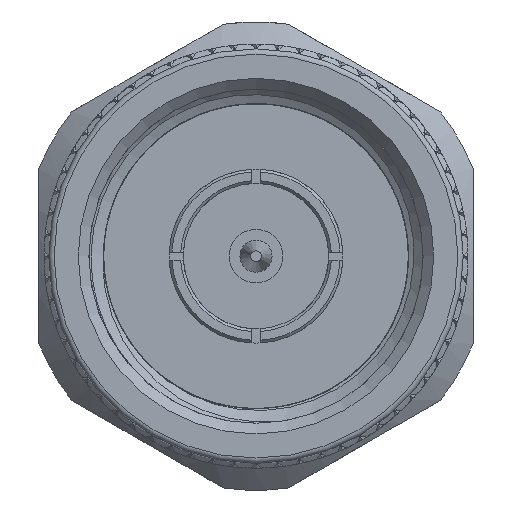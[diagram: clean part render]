
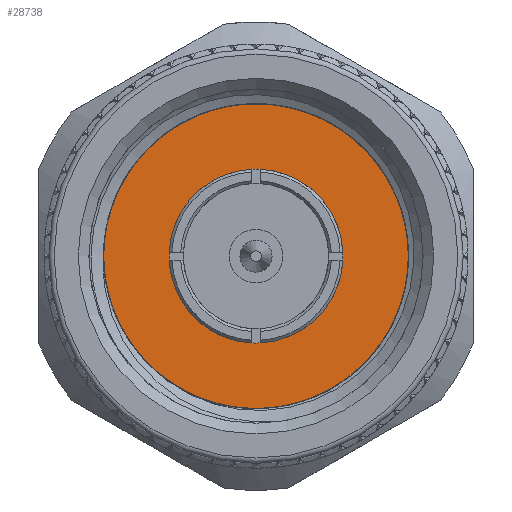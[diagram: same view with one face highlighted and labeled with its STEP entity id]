
A CAD part, left-side view. The second image highlights one B-rep face of the part: STEP entity #28738.
In plain terms, the highlighted planar face has unit normal (-1, 0, 0).
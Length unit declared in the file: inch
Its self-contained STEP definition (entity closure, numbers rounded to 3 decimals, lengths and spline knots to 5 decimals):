
#104 = CARTESIAN_POINT ( 'NONE',  ( 0.385, 0.27534, 0.09098 ) ) ;
#1289 = EDGE_CURVE ( 'NONE', #24912, #57150, #3594, .T. ) ;
#2448 = CARTESIAN_POINT ( 'NONE',  ( 0.385, -0.31183, 0.02043 ) ) ;
#3156 = CARTESIAN_POINT ( 'NONE',  ( 0.385, -0.25185, -0.17238 ) ) ;
#3558 = CARTESIAN_POINT ( 'NONE',  ( 0.385, -0.22304, -0.2059 ) ) ;
#3594 = B_SPLINE_CURVE_WITH_KNOTS ( 'NONE', 3,
 ( #40408, #58625, #4873, #4490, #76739, #46727, #29008, #51499, #70839, #75566, #21548, #45564, #63764, #18715, #53464, #66837, #104, #41584, #66459, #59396, #30926, #77140, #30150, #71225 ),
 .UNSPECIFIED., .F., .F.,
 ( 4, 2, 2, 1, 2, 2, 2, 2, 2, 2, 1, 2, 4 ),
 ( 0., 0.00154, 0.0023, 0.00307, 0.00384, 0.00461, 0.00614, 0.00768, 0.00922, 0.00998, 0.01075, 0.01152, 0.01229 ),
 .UNSPECIFIED. ) ;
#4389 = VERTEX_POINT ( 'NONE', #7394 ) ;
#4490 = CARTESIAN_POINT ( 'NONE',  ( 0.385, 0.06974, 0.29356 ) ) ;
#4873 = CARTESIAN_POINT ( 'NONE',  ( 0.385, 0.04024, 0.30072 ) ) ;
#6761 = CARTESIAN_POINT ( 'NONE',  ( 0.385, 0.14181, -0.25086 ) ) ;
#7394 = CARTESIAN_POINT ( 'NONE',  ( 0.385, 0., 0.3125 ) ) ;
#8968 = AXIS2_PLACEMENT_3D ( 'NONE', #36468, #26234, #30960 ) ;
#9894 = CARTESIAN_POINT ( 'NONE',  ( 0.385, -0.28212, -0.12217 ) ) ;
#10733 = CARTESIAN_POINT ( 'NONE',  ( 0.385, 0.23949, -0.15974 ) ) ;
#14653 = CARTESIAN_POINT ( 'NONE',  ( 0.385, -0.29826, -0.08117 ) ) ;
#15051 = PLANE ( 'NONE',  #42662 ) ;
#16475 = EDGE_CURVE ( 'NONE', #73253, #73253, #20341, .T. ) ;
#16769 = B_SPLINE_CURVE_WITH_KNOTS ( 'NONE', 3,
 ( #47033, #77047, #21860, #10733, #64055, #45480 ),
 .UNSPECIFIED., .F., .F.,
 ( 4, 2, 4 ),
 ( 0., 0.00285, 0.0057 ),
 .UNSPECIFIED. ) ;
#18715 = CARTESIAN_POINT ( 'NONE',  ( 0.385, 0.23795, 0.17286 ) ) ;
#19064 = CARTESIAN_POINT ( 'NONE',  ( 0.385, 0.10256, -0.27122 ) ) ;
#20119 = VERTEX_POINT ( 'NONE', #75910 ) ;
#20341 = CIRCLE ( 'NONE', #8968, 0.1625 ) ;
#20594 = CARTESIAN_POINT ( 'NONE',  ( 0.385, -0.29356, -0.09502 ) ) ;
#21392 = FACE_BOUND ( 'NONE', #58018, .T. ) ;
#21396 = CARTESIAN_POINT ( 'NONE',  ( 0.385, -0.31227, 0.00563 ) ) ;
#21548 = CARTESIAN_POINT ( 'NONE',  ( 0.385, 0.18453, 0.23289 ) ) ;
#21794 = CARTESIAN_POINT ( 'NONE',  ( 0.385, -0.08497, -0.28614 ) ) ;
#21860 = CARTESIAN_POINT ( 'NONE',  ( 0.385, 0.27255, -0.09269 ) ) ;
#22182 = CARTESIAN_POINT ( 'NONE',  ( 0.385, 0.00284, -0.29512 ) ) ;
#23544 = EDGE_CURVE ( 'NONE', #24912, #4389, #52733, .T. ) ;
#24758 = CARTESIAN_POINT ( 'NONE',  ( 0.385, 0., 0.1625 ) ) ;
#24912 = VERTEX_POINT ( 'NONE', #41274 ) ;
#24982 = CARTESIAN_POINT ( 'NONE',  ( 0.385, 0.12895, -0.25838 ) ) ;
#26234 = DIRECTION ( 'NONE',  ( -1., 0., 0. ) ) ;
#26535 = CARTESIAN_POINT ( 'NONE',  ( 0.385, 0.1882, -0.2146 ) ) ;
#26797 = ORIENTED_EDGE ( 'NONE', *, *, #33367, .T. ) ;
#26925 = CARTESIAN_POINT ( 'NONE',  ( 0.385, -0.31168, -0.00919 ) ) ;
#27722 = CARTESIAN_POINT ( 'NONE',  ( 0.385, -0.27538, -0.13538 ) ) ;
#27934 = ORIENTED_EDGE ( 'NONE', *, *, #1289, .T. ) ;
#28738 = ADVANCED_FACE ( 'NONE', ( #21392, #76585 ), #15051, .T. ) ;
#28917 = VECTOR ( 'NONE', #76786, 39.37008 ) ;
#29008 = CARTESIAN_POINT ( 'NONE',  ( 0.385, 0.11691, 0.2764 ) ) ;
#30051 = EDGE_LOOP ( 'NONE', ( #62741, #27934, #60077, #68080, #26797 ) ) ;
#30150 = CARTESIAN_POINT ( 'NONE',  ( 0.385, 0.28588, -0.00857 ) ) ;
#30926 = CARTESIAN_POINT ( 'NONE',  ( 0.385, 0.28635, 0.02173 ) ) ;
#30960 = DIRECTION ( 'NONE',  ( 0., 0., 1. ) ) ;
#33177 = CARTESIAN_POINT ( 'NONE',  ( 0.385, 0.28483, -0.01866 ) ) ;
#33214 = CARTESIAN_POINT ( 'NONE',  ( 0.385, 0.06102, -0.28528 ) ) ;
#33367 = EDGE_CURVE ( 'NONE', #69930, #4389, #67939, .T. ) ;
#34372 = DIRECTION ( 'NONE',  ( -1., 0., 0. ) ) ;
#35223 = DIRECTION ( 'NONE',  ( 0., 0., 1. ) ) ;
#36468 = CARTESIAN_POINT ( 'NONE',  ( 0.385, 0., 0. ) ) ;
#38696 = CARTESIAN_POINT ( 'NONE',  ( 0.385, -0.31183, 0.02043 ) ) ;
#39870 = CARTESIAN_POINT ( 'NONE',  ( 0.385, -0.18991, -0.23475 ) ) ;
#40408 = CARTESIAN_POINT ( 'NONE',  ( 0.385, 0., 0.3042 ) ) ;
#40454 = CARTESIAN_POINT ( 'NONE',  ( 0.385, 0., 0. ) ) ;
#41274 = CARTESIAN_POINT ( 'NONE',  ( 0.385, 0., 0.3042 ) ) ;
#41584 = CARTESIAN_POINT ( 'NONE',  ( 0.385, 0.27796, 0.08117 ) ) ;
#42662 = AXIS2_PLACEMENT_3D ( 'NONE', #63608, #34372, #57700 ) ;
#42676 = CARTESIAN_POINT ( 'NONE',  ( 0.385, 0.16602, -0.23408 ) ) ;
#42718 = AXIS2_PLACEMENT_3D ( 'NONE', #77830, #47812, #35223 ) ;
#44628 = CARTESIAN_POINT ( 'NONE',  ( 0.385, 0.04654, -0.28859 ) ) ;
#45480 = CARTESIAN_POINT ( 'NONE',  ( 0.385, 0.1882, -0.2146 ) ) ;
#45564 = CARTESIAN_POINT ( 'NONE',  ( 0.385, 0.19929, 0.21939 ) ) ;
#45795 = CARTESIAN_POINT ( 'NONE',  ( 0.385, -0.02648, -0.29501 ) ) ;
#46179 = CARTESIAN_POINT ( 'NONE',  ( 0.385, -0.20138, -0.22571 ) ) ;
#46727 = CARTESIAN_POINT ( 'NONE',  ( 0.385, 0.09839, 0.28399 ) ) ;
#47033 = CARTESIAN_POINT ( 'NONE',  ( 0.385, 0.28483, -0.01866 ) ) ;
#47812 = DIRECTION ( 'NONE',  ( -1., 0., 0. ) ) ;
#49678 = ORIENTED_EDGE ( 'NONE', *, *, #16475, .F. ) ;
#50568 = CARTESIAN_POINT ( 'NONE',  ( 0.385, 0.17745, -0.2248 ) ) ;
#51499 = CARTESIAN_POINT ( 'NONE',  ( 0.385, 0.13459, 0.26698 ) ) ;
#52001 = B_SPLINE_CURVE_WITH_KNOTS ( 'NONE', 3,
 ( #26535, #50568, #42676, #6761, #24982, #19064, #61269, #33214, #44628, #22182, #45795, #21794, #63612, #74647, #57706, #39870, #46179, #3558, #63993, #3156, #69133, #27722, #9894, #20594, #14653, #75411, #76206, #26925, #21396, #38696 ),
 .UNSPECIFIED., .F., .F.,
 ( 4, 2, 2, 2, 2, 2, 2, 2, 2, 2, 2, 2, 2, 2, 4 ),
 ( 0., 0.00112, 0.00224, 0.00336, 0.00449, 0.00673, 0.00897, 0.01009, 0.01122, 0.01234, 0.01346, 0.01458, 0.0157, 0.01682, 0.01795 ),
 .UNSPECIFIED. ) ;
#52733 = LINE ( 'NONE', #40454, #28917 ) ;
#53464 = CARTESIAN_POINT ( 'NONE',  ( 0.385, 0.25787, 0.13811 ) ) ;
#53531 = EDGE_CURVE ( 'NONE', #20119, #69930, #52001, .T. ) ;
#57150 = VERTEX_POINT ( 'NONE', #33177 ) ;
#57700 = DIRECTION ( 'NONE',  ( 0., 0., 1. ) ) ;
#57706 = CARTESIAN_POINT ( 'NONE',  ( 0.385, -0.16567, -0.25111 ) ) ;
#58018 = EDGE_LOOP ( 'NONE', ( #49678 ) ) ;
#58625 = CARTESIAN_POINT ( 'NONE',  ( 0.385, 0.02027, 0.30347 ) ) ;
#59396 = CARTESIAN_POINT ( 'NONE',  ( 0.385, 0.28526, 0.04175 ) ) ;
#60077 = ORIENTED_EDGE ( 'NONE', *, *, #67080, .T. ) ;
#61269 = CARTESIAN_POINT ( 'NONE',  ( 0.385, 0.08897, -0.2766 ) ) ;
#62741 = ORIENTED_EDGE ( 'NONE', *, *, #23544, .F. ) ;
#63608 = CARTESIAN_POINT ( 'NONE',  ( 0.385, 0., 0. ) ) ;
#63612 = CARTESIAN_POINT ( 'NONE',  ( 0.385, -0.1129, -0.27754 ) ) ;
#63764 = CARTESIAN_POINT ( 'NONE',  ( 0.385, 0.22599, 0.18946 ) ) ;
#63993 = CARTESIAN_POINT ( 'NONE',  ( 0.385, -0.23327, -0.19508 ) ) ;
#64055 = CARTESIAN_POINT ( 'NONE',  ( 0.385, 0.21633, -0.18994 ) ) ;
#66459 = CARTESIAN_POINT ( 'NONE',  ( 0.385, 0.28213, 0.06152 ) ) ;
#66837 = CARTESIAN_POINT ( 'NONE',  ( 0.385, 0.26599, 0.11982 ) ) ;
#67080 = EDGE_CURVE ( 'NONE', #57150, #20119, #16769, .T. ) ;
#67939 = CIRCLE ( 'NONE', #42718, 0.3125 ) ;
#68080 = ORIENTED_EDGE ( 'NONE', *, *, #53531, .T. ) ;
#69133 = CARTESIAN_POINT ( 'NONE',  ( 0.385, -0.26026, -0.16044 ) ) ;
#69930 = VERTEX_POINT ( 'NONE', #2448 ) ;
#70839 = CARTESIAN_POINT ( 'NONE',  ( 0.385, 0.15185, 0.25664 ) ) ;
#71225 = CARTESIAN_POINT ( 'NONE',  ( 0.385, 0.28483, -0.01866 ) ) ;
#73253 = VERTEX_POINT ( 'NONE', #24758 ) ;
#74647 = CARTESIAN_POINT ( 'NONE',  ( 0.385, -0.15282, -0.25847 ) ) ;
#75411 = CARTESIAN_POINT ( 'NONE',  ( 0.385, -0.30565, -0.05292 ) ) ;
#75566 = CARTESIAN_POINT ( 'NONE',  ( 0.385, 0.16031, 0.25097 ) ) ;
#75910 = CARTESIAN_POINT ( 'NONE',  ( 0.385, 0.1882, -0.2146 ) ) ;
#76206 = CARTESIAN_POINT ( 'NONE',  ( 0.385, -0.30835, -0.03853 ) ) ;
#76585 = FACE_OUTER_BOUND ( 'NONE', #30051, .T. ) ;
#76739 = CARTESIAN_POINT ( 'NONE',  ( 0.385, 0.07946, 0.29067 ) ) ;
#76786 = DIRECTION ( 'NONE',  ( 0., 0., 1. ) ) ;
#77047 = CARTESIAN_POINT ( 'NONE',  ( 0.385, 0.28238, -0.05599 ) ) ;
#77140 = CARTESIAN_POINT ( 'NONE',  ( 0.385, 0.28639, 0.00159 ) ) ;
#77830 = CARTESIAN_POINT ( 'NONE',  ( 0.385, 0., 0. ) ) ;
